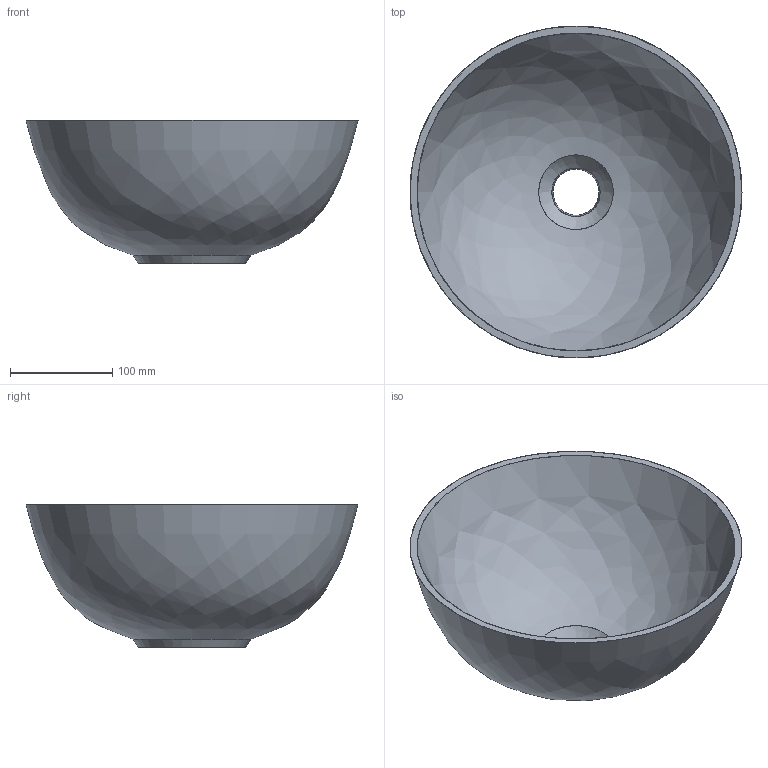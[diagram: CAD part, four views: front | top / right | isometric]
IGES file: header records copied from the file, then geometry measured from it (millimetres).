
Global section: file name: 8007-325.igs; native system: NX V3.0; preprocessor: UGS NX IGES V3.0; date: 20191130.100245; units: millimetre
Bounding box: 325 x 325 x 140 mm (x, y, z)
Surface area: 280560.3 mm2 (no closed solid volume)
Topology: 0 solids, 0 shells, 7 faces, 111 edges, 106 vertices
Faces by surface type: revolution 4, bspline 2, extrusion 1
